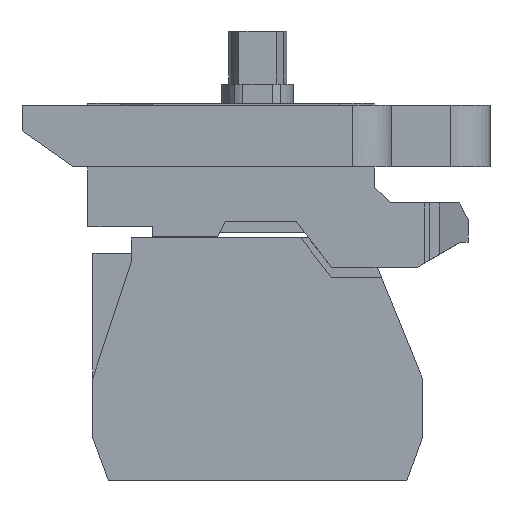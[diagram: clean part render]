
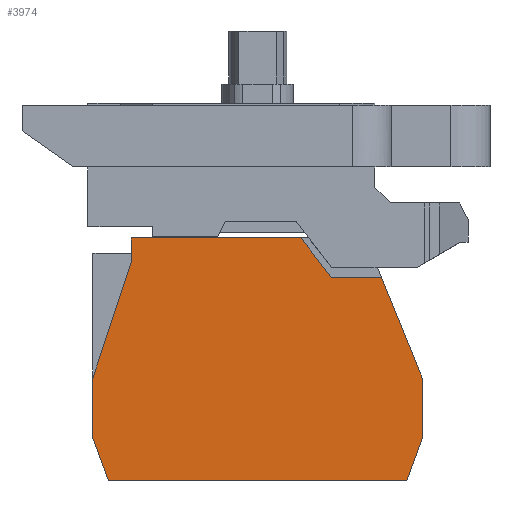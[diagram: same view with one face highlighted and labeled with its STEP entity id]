
A CAD part, left-side view. The second image highlights one B-rep face of the part: STEP entity #3974.
In plain terms, the highlighted planar face has unit normal (-1, 0, 0).
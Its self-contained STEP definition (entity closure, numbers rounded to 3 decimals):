
#3909 = VERTEX_POINT('',#3910);
#3910 = CARTESIAN_POINT('',(-4.9,12.3,-15.5));
#3916 = EDGE_CURVE('',#3917,#3909,#3919,.T.);
#3917 = VERTEX_POINT('',#3918);
#3918 = CARTESIAN_POINT('',(-4.9,12.3,-13.1));
#3919 = LINE('',#3920,#3921);
#3920 = CARTESIAN_POINT('',(-4.9,12.3,-13.1));
#3921 = VECTOR('',#3922,1.);
#3922 = DIRECTION('',(0.,0.,-1.));
#3974 = ADVANCED_FACE('',(#3975),#4056,.T.);
#3975 = FACE_BOUND('',#3976,.T.);
#3976 = EDGE_LOOP('',(#3977,#3985,#3993,#4001,#4009,#4017,#4025,#4033,
    #4041,#4049,#4055));
#3977 = ORIENTED_EDGE('',*,*,#3978,.F.);
#3978 = EDGE_CURVE('',#3979,#3909,#3981,.T.);
#3979 = VERTEX_POINT('',#3980);
#3980 = CARTESIAN_POINT('',(-4.9,16.,-26.713));
#3981 = LINE('',#3982,#3983);
#3982 = CARTESIAN_POINT('',(-4.9,16.,-26.713));
#3983 = VECTOR('',#3984,1.);
#3984 = DIRECTION('',(0.,-0.313,0.95)
  );
#3985 = ORIENTED_EDGE('',*,*,#3986,.T.);
#3986 = EDGE_CURVE('',#3979,#3987,#3989,.T.);
#3987 = VERTEX_POINT('',#3988);
#3988 = CARTESIAN_POINT('',(-4.9,16.,-32.579));
#3989 = LINE('',#3990,#3991);
#3990 = CARTESIAN_POINT('',(-4.9,16.,-36.7));
#3991 = VECTOR('',#3992,1.);
#3992 = DIRECTION('',(0.,0.,-1.));
#3993 = ORIENTED_EDGE('',*,*,#3994,.T.);
#3994 = EDGE_CURVE('',#3987,#3995,#3997,.T.);
#3995 = VERTEX_POINT('',#3996);
#3996 = CARTESIAN_POINT('',(-4.9,14.5,-36.7));
#3997 = LINE('',#3998,#3999);
#3998 = CARTESIAN_POINT('',(-4.9,16.,-32.579));
#3999 = VECTOR('',#4000,1.);
#4000 = DIRECTION('',(0.,-0.342,
    -0.94));
#4001 = ORIENTED_EDGE('',*,*,#4002,.T.);
#4002 = EDGE_CURVE('',#3995,#4003,#4005,.T.);
#4003 = VERTEX_POINT('',#4004);
#4004 = CARTESIAN_POINT('',(-4.9,-14.5,-36.7));
#4005 = LINE('',#4006,#4007);
#4006 = CARTESIAN_POINT('',(-4.9,14.5,-36.7));
#4007 = VECTOR('',#4008,1.);
#4008 = DIRECTION('',(0.,-1.,0.));
#4009 = ORIENTED_EDGE('',*,*,#4010,.T.);
#4010 = EDGE_CURVE('',#4003,#4011,#4013,.T.);
#4011 = VERTEX_POINT('',#4012);
#4012 = CARTESIAN_POINT('',(-4.9,-16.,-32.579));
#4013 = LINE('',#4014,#4015);
#4014 = CARTESIAN_POINT('',(-4.9,-14.5,-36.7));
#4015 = VECTOR('',#4016,1.);
#4016 = DIRECTION('',(0.,-0.342,0.94
    ));
#4017 = ORIENTED_EDGE('',*,*,#4018,.T.);
#4018 = EDGE_CURVE('',#4011,#4019,#4021,.T.);
#4019 = VERTEX_POINT('',#4020);
#4020 = CARTESIAN_POINT('',(-4.9,-16.,-26.713));
#4021 = LINE('',#4022,#4023);
#4022 = CARTESIAN_POINT('',(-4.9,-16.,-32.579));
#4023 = VECTOR('',#4024,1.);
#4024 = DIRECTION('',(0.,0.,1.));
#4025 = ORIENTED_EDGE('',*,*,#4026,.T.);
#4026 = EDGE_CURVE('',#4019,#4027,#4029,.T.);
#4027 = VERTEX_POINT('',#4028);
#4028 = CARTESIAN_POINT('',(-4.9,-12.035,-16.9));
#4029 = LINE('',#4030,#4031);
#4030 = CARTESIAN_POINT('',(-4.9,-16.,-26.713));
#4031 = VECTOR('',#4032,1.);
#4032 = DIRECTION('',(0.,0.375,0.927)
  );
#4033 = ORIENTED_EDGE('',*,*,#4034,.F.);
#4034 = EDGE_CURVE('',#4035,#4027,#4037,.T.);
#4035 = VERTEX_POINT('',#4036);
#4036 = CARTESIAN_POINT('',(-4.9,-7.169,-16.9));
#4037 = LINE('',#4038,#4039);
#4038 = CARTESIAN_POINT('',(-4.9,-7.169,
    -16.9));
#4039 = VECTOR('',#4040,1.);
#4040 = DIRECTION('',(0.,-1.,0.));
#4041 = ORIENTED_EDGE('',*,*,#4042,.F.);
#4042 = EDGE_CURVE('',#4043,#4035,#4045,.T.);
#4043 = VERTEX_POINT('',#4044);
#4044 = CARTESIAN_POINT('',(-4.9,-4.2,-13.1));
#4045 = LINE('',#4046,#4047);
#4046 = CARTESIAN_POINT('',(-4.9,-4.2,-13.1));
#4047 = VECTOR('',#4048,1.);
#4048 = DIRECTION('',(0.,-0.616,-0.788
    ));
#4049 = ORIENTED_EDGE('',*,*,#4050,.T.);
#4050 = EDGE_CURVE('',#4043,#3917,#4051,.T.);
#4051 = LINE('',#4052,#4053);
#4052 = CARTESIAN_POINT('',(-4.9,-10.5,-13.1));
#4053 = VECTOR('',#4054,1.);
#4054 = DIRECTION('',(0.,1.,0.));
#4055 = ORIENTED_EDGE('',*,*,#3916,.T.);
#4056 = PLANE('',#4057);
#4057 = AXIS2_PLACEMENT_3D('',#4058,#4059,#4060);
#4058 = CARTESIAN_POINT('',(-4.9,-16.,-36.7));
#4059 = DIRECTION('',(-1.,0.,0.));
#4060 = DIRECTION('',(0.,0.,-1.));
